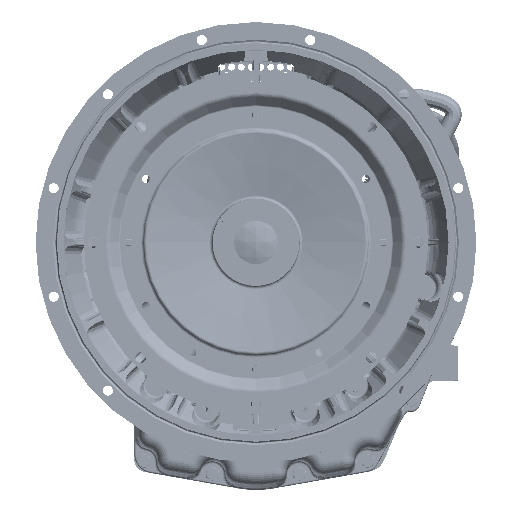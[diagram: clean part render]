
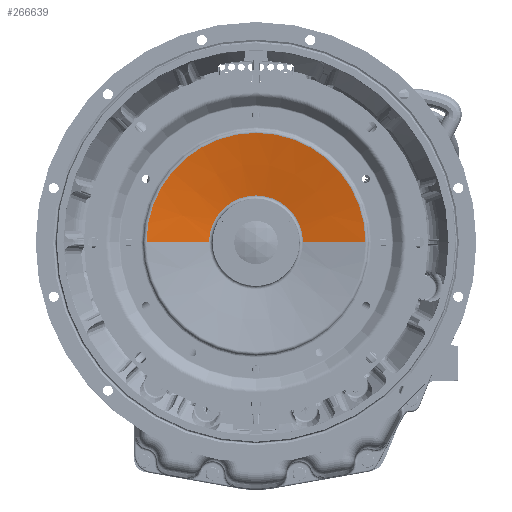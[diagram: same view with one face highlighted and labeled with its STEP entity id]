
A CAD part, top view. The second image highlights one B-rep face of the part: STEP entity #266639.
In plain terms, the highlighted conical face has half-angle 79.5 degrees and reference radius 48.047 mm.
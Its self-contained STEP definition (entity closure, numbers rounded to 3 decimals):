
#13969 = EDGE_LOOP ( 'NONE', ( #42162, #42166, #42170, #42173 ) ) ;
#36413 = VERTEX_POINT ( 'NONE', #212864 ) ;
#36415 = VERTEX_POINT ( 'NONE', #212868 ) ;
#36417 = VERTEX_POINT ( 'NONE', #212871 ) ;
#36419 = VERTEX_POINT ( 'NONE', #212875 ) ;
#42162 = ORIENTED_EDGE ( 'NONE', *, *, #51899, .F. ) ;
#42166 = ORIENTED_EDGE ( 'NONE', *, *, #54225, .T. ) ;
#42170 = ORIENTED_EDGE ( 'NONE', *, *, #51928, .T. ) ;
#42173 = ORIENTED_EDGE ( 'NONE', *, *, #51951, .F. ) ;
#51899 = EDGE_CURVE ( 'NONE', #36415, #36417, #242191, .T. ) ;
#51928 = EDGE_CURVE ( 'NONE', #36413, #36419, #242207, .T. ) ;
#51951 = EDGE_CURVE ( 'NONE', #36417, #36419, #242223, .T. ) ;
#54225 = EDGE_CURVE ( 'NONE', #36415, #36413, #265903, .T. ) ;
#58998 = AXIS2_PLACEMENT_3D ( 'NONE', #70290, #70273, #70269 ) ;
#66369 = FACE_OUTER_BOUND ( 'NONE', #13969, .T. ) ;
#66389 = CONICAL_SURFACE ( 'NONE', #58998, 48.047, 1.388 ) ;
#70269 = DIRECTION ( 'NONE',  ( 1., 0., 0. ) ) ;
#70273 = DIRECTION ( 'NONE',  ( 0., 0., 1. ) ) ;
#70290 = CARTESIAN_POINT ( 'NONE',  ( 0., 0., 15.695 ) ) ;
#205040 = AXIS2_PLACEMENT_3D ( 'NONE', #256102, #256104, #256105 ) ;
#212864 = CARTESIAN_POINT ( 'NONE',  ( 48.047, 0., 15.695 ) ) ;
#212868 = CARTESIAN_POINT ( 'NONE',  ( -48.047, 0., 15.695 ) ) ;
#212871 = CARTESIAN_POINT ( 'NONE',  ( -112.007, 0., 27.55 ) ) ;
#212875 = CARTESIAN_POINT ( 'NONE',  ( 112.007, 0., 27.55 ) ) ;
#242174 = VECTOR ( 'NONE', #256088, 1000. ) ;
#242191 = LINE ( 'NONE', #256068, #242193 ) ;
#242193 = VECTOR ( 'NONE', #256070, 1000. ) ;
#242207 = LINE ( 'NONE', #256080, #242174 ) ;
#242223 = CIRCLE ( 'NONE', #205040, 112.007 ) ;
#256068 = CARTESIAN_POINT ( 'NONE',  ( -48.047, 0., 15.695 ) ) ;
#256070 = DIRECTION ( 'NONE',  ( -0.983, 0., 0.182 ) ) ;
#256080 = CARTESIAN_POINT ( 'NONE',  ( 48.047, 0., 15.695 ) ) ;
#256088 = DIRECTION ( 'NONE',  ( 0.983, 0., 0.182 ) ) ;
#256102 = CARTESIAN_POINT ( 'NONE',  ( 0., 0., 27.55 ) ) ;
#256104 = DIRECTION ( 'NONE',  ( 0., 0., -1. ) ) ;
#256105 = DIRECTION ( 'NONE',  ( -1., 0., 0. ) ) ;
#256393 = CARTESIAN_POINT ( 'NONE',  ( 0., 0., 15.695 ) ) ;
#256394 = DIRECTION ( 'NONE',  ( 0., 0., -1. ) ) ;
#256395 = DIRECTION ( 'NONE',  ( -1., 0., 0. ) ) ;
#262077 = AXIS2_PLACEMENT_3D ( 'NONE', #256393, #256394, #256395 ) ;
#265903 = CIRCLE ( 'NONE', #262077, 48.047 ) ;
#266639 = ADVANCED_FACE ( 'NONE', ( #66369 ), #66389, .F. ) ;
